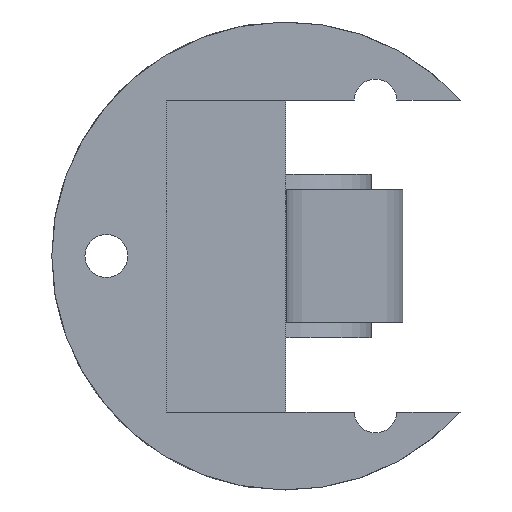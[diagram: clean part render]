
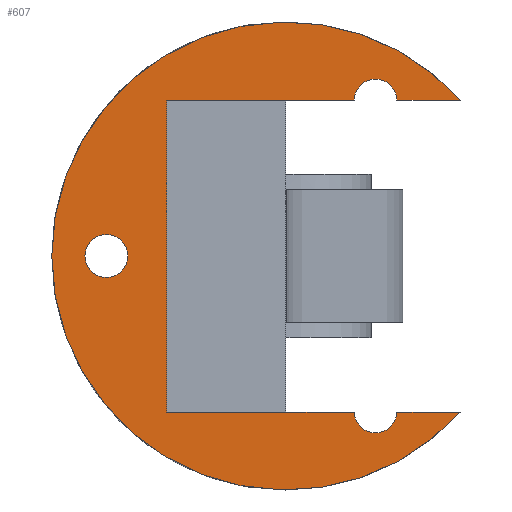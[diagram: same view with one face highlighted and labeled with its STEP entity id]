
A CAD part, front view. The second image highlights one B-rep face of the part: STEP entity #607.
In plain terms, the highlighted planar face has unit normal (0, -1, 0).
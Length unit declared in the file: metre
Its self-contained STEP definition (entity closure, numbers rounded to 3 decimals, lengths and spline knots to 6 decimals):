
#62=LINE('',#1031,#114);
#69=LINE('',#1046,#121);
#72=LINE('',#1054,#124);
#76=LINE('',#1062,#128);
#79=LINE('',#1073,#131);
#114=VECTOR('',#781,1.);
#121=VECTOR('',#796,1.);
#124=VECTOR('',#805,1.);
#128=VECTOR('',#811,1.);
#131=VECTOR('',#822,1.);
#152=PLANE('',#674);
#171=CIRCLE('',#658,0.00275);
#172=CIRCLE('',#661,0.03);
#174=CIRCLE('',#665,0.00275);
#176=CIRCLE('',#670,0.00275);
#313=ORIENTED_EDGE('',*,*,#427,.F.);
#314=ORIENTED_EDGE('',*,*,#403,.F.);
#315=ORIENTED_EDGE('',*,*,#406,.F.);
#316=ORIENTED_EDGE('',*,*,#408,.T.);
#317=ORIENTED_EDGE('',*,*,#415,.T.);
#318=ORIENTED_EDGE('',*,*,#417,.F.);
#319=ORIENTED_EDGE('',*,*,#419,.T.);
#320=ORIENTED_EDGE('',*,*,#423,.F.);
#321=ORIENTED_EDGE('',*,*,#428,.F.);
#403=EDGE_CURVE('',#475,#476,#171,.T.);
#406=EDGE_CURVE('',#477,#475,#62,.T.);
#408=EDGE_CURVE('',#477,#478,#172,.T.);
#415=EDGE_CURVE('',#478,#481,#69,.T.);
#417=EDGE_CURVE('',#482,#481,#174,.T.);
#419=EDGE_CURVE('',#482,#483,#72,.T.);
#423=EDGE_CURVE('',#486,#483,#76,.T.);
#427=EDGE_CURVE('',#489,#489,#176,.T.);
#428=EDGE_CURVE('',#476,#486,#79,.T.);
#475=VERTEX_POINT('',#1026);
#476=VERTEX_POINT('',#1027);
#477=VERTEX_POINT('',#1032);
#478=VERTEX_POINT('',#1036);
#481=VERTEX_POINT('',#1047);
#482=VERTEX_POINT('',#1051);
#483=VERTEX_POINT('',#1055);
#486=VERTEX_POINT('',#1063);
#489=VERTEX_POINT('',#1071);
#534=EDGE_LOOP('',(#313));
#535=EDGE_LOOP('',(#314,#315,#316,#317,#318,#319,#320,#321));
#573=FACE_BOUND('',#534,.T.);
#574=FACE_BOUND('',#535,.T.);
#607=ADVANCED_FACE('',(#573,#574),#152,.T.);
#658=AXIS2_PLACEMENT_3D('',#1025,#775,#776);
#661=AXIS2_PLACEMENT_3D('',#1035,#785,#786);
#665=AXIS2_PLACEMENT_3D('',#1050,#800,#801);
#670=AXIS2_PLACEMENT_3D('',#1070,#818,#819);
#674=AXIS2_PLACEMENT_3D('',#1079,#829,#830);
#775=DIRECTION('',(0.,-1.,0.));
#776=DIRECTION('',(0.,0.,-1.));
#781=DIRECTION('',(-1.,0.,0.));
#785=DIRECTION('',(0.,-1.,0.));
#786=DIRECTION('',(0.,0.,-1.));
#796=DIRECTION('',(-1.,0.,0.));
#800=DIRECTION('',(0.,-1.,0.));
#801=DIRECTION('',(0.,0.,-1.));
#805=DIRECTION('',(-1.,0.,0.));
#811=DIRECTION('',(0.,0.,-1.));
#818=DIRECTION('',(0.,-1.,0.));
#819=DIRECTION('',(0.,0.,-1.));
#822=DIRECTION('',(-1.,0.,0.));
#829=DIRECTION('',(0.,-1.,0.));
#830=DIRECTION('',(1.,0.,0.));
#1025=CARTESIAN_POINT('',(0.0115,-0.07,0.028419));
#1026=CARTESIAN_POINT('',(0.014249,-0.07,0.0285));
#1027=CARTESIAN_POINT('',(0.008751,-0.07,0.0285));
#1031=CARTESIAN_POINT('',(0.018305,-0.07,0.0285));
#1032=CARTESIAN_POINT('',(0.022361,-0.07,0.0285));
#1035=CARTESIAN_POINT('',(0.,-0.07,0.0085));
#1036=CARTESIAN_POINT('',(0.022361,-0.07,-0.0115));
#1046=CARTESIAN_POINT('',(0.018305,-0.07,-0.0115));
#1047=CARTESIAN_POINT('',(0.014249,-0.07,-0.0115));
#1050=CARTESIAN_POINT('',(0.0115,-0.07,-0.011419));
#1051=CARTESIAN_POINT('',(0.008751,-0.07,-0.0115));
#1054=CARTESIAN_POINT('',(-0.003249,-0.07,-0.0115));
#1055=CARTESIAN_POINT('',(-0.01525,-0.07,-0.0115));
#1062=CARTESIAN_POINT('',(-0.01525,-0.07,0.0085));
#1063=CARTESIAN_POINT('',(-0.01525,-0.07,0.0285));
#1070=CARTESIAN_POINT('',(-0.023,-0.07,0.0085));
#1071=CARTESIAN_POINT('',(-0.023,-0.07,0.00575));
#1073=CARTESIAN_POINT('',(-0.003249,-0.07,0.0285));
#1079=CARTESIAN_POINT('',(0.005875,-0.07,0.0085));
